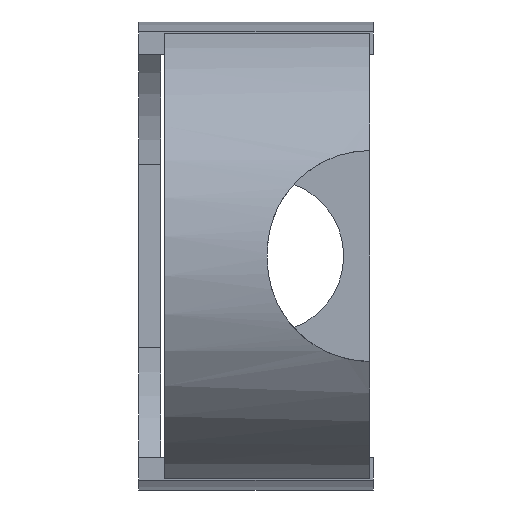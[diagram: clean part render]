
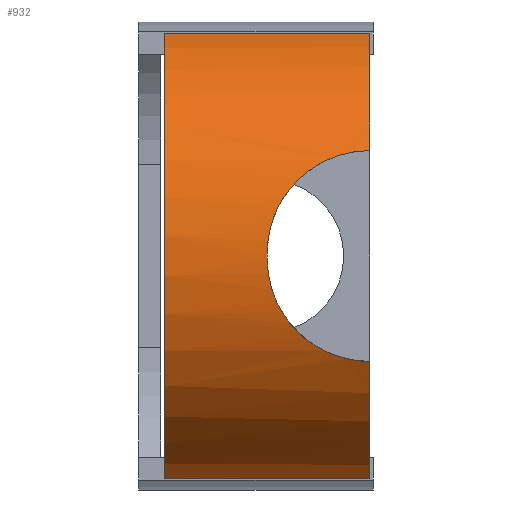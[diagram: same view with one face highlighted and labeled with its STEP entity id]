
A CAD part, front view. The second image highlights one B-rep face of the part: STEP entity #932.
In plain terms, the highlighted cylindrical face has radius 12.55 mm (diameter 25.1 mm), a partial arc.
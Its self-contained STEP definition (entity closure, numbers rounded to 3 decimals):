
#31=CIRCLE('',#991,12.55);
#36=CIRCLE('',#1001,12.55);
#45=CIRCLE('',#1010,12.55);
#50=CIRCLE('',#1027,12.55);
#119=FACE_OUTER_BOUND('',#171,.T.);
#171=EDGE_LOOP('',(#754,#755,#756,#757,#758,#759,#760,#761));
#230=LINE('',#1497,#325);
#255=LINE('',#1561,#350);
#325=VECTOR('',#1165,10.);
#350=VECTOR('',#1230,10.);
#392=B_SPLINE_CURVE_WITH_KNOTS('',3,(#1375,#1376,#1377,#1378,#1379,#1380,
#1381,#1382,#1383,#1384),.UNSPECIFIED.,.F.,.F.,(4,2,2,2,4),(-0.842,
-0.632,-0.421,-0.211,0.),
 .UNSPECIFIED.);
#394=B_SPLINE_CURVE_WITH_KNOTS('',3,(#1406,#1407,#1408,#1409,#1410,#1411,
#1412,#1413,#1414,#1415),.UNSPECIFIED.,.F.,.F.,(4,2,2,2,4),(0.,0.211,
0.421,0.632,0.842),.UNSPECIFIED.);
#397=VERTEX_POINT('',#1372);
#398=VERTEX_POINT('',#1374);
#400=VERTEX_POINT('',#1389);
#402=VERTEX_POINT('',#1404);
#411=VERTEX_POINT('',#1440);
#432=VERTEX_POINT('',#1482);
#436=VERTEX_POINT('',#1496);
#446=VERTEX_POINT('',#1534);
#486=EDGE_CURVE('',#397,#398,#392,.T.);
#490=EDGE_CURVE('',#397,#400,#31,.T.);
#493=EDGE_CURVE('',#402,#400,#394,.T.);
#506=EDGE_CURVE('',#398,#411,#36,.T.);
#528=EDGE_CURVE('',#432,#402,#45,.T.);
#534=EDGE_CURVE('',#436,#411,#230,.T.);
#553=EDGE_CURVE('',#446,#436,#50,.T.);
#567=EDGE_CURVE('',#446,#432,#255,.T.);
#754=ORIENTED_EDGE('',*,*,#528,.F.);
#755=ORIENTED_EDGE('',*,*,#567,.F.);
#756=ORIENTED_EDGE('',*,*,#553,.T.);
#757=ORIENTED_EDGE('',*,*,#534,.T.);
#758=ORIENTED_EDGE('',*,*,#506,.F.);
#759=ORIENTED_EDGE('',*,*,#486,.F.);
#760=ORIENTED_EDGE('',*,*,#490,.T.);
#761=ORIENTED_EDGE('',*,*,#493,.F.);
#901=CYLINDRICAL_SURFACE('',#1034,12.55);
#932=ADVANCED_FACE('',(#119),#901,.T.);
#991=AXIS2_PLACEMENT_3D('',#1391,#1091,#1092);
#1001=AXIS2_PLACEMENT_3D('',#1441,#1120,#1121);
#1010=AXIS2_PLACEMENT_3D('',#1484,#1151,#1152);
#1027=AXIS2_PLACEMENT_3D('',#1535,#1205,#1206);
#1034=AXIS2_PLACEMENT_3D('',#1560,#1228,#1229);
#1091=DIRECTION('center_axis',(-1.,0.,0.));
#1092=DIRECTION('ref_axis',(0.,0.,-1.));
#1120=DIRECTION('center_axis',(1.,0.,0.));
#1121=DIRECTION('ref_axis',(0.,0.,-1.));
#1151=DIRECTION('center_axis',(1.,0.,0.));
#1152=DIRECTION('ref_axis',(0.,0.,-1.));
#1165=DIRECTION('',(1.,0.,0.));
#1205=DIRECTION('center_axis',(1.,0.,0.));
#1206=DIRECTION('ref_axis',(0.,0.,1.));
#1228=DIRECTION('center_axis',(1.,0.,0.));
#1229=DIRECTION('ref_axis',(0.,0.,-1.));
#1230=DIRECTION('',(1.,0.,0.));
#1372=CARTESIAN_POINT('',(0.,-12.549,-0.153));
#1374=CARTESIAN_POINT('',(5.5,-11.205,-5.653));
#1375=CARTESIAN_POINT('Ctrl Pts',(0.,-12.549,
-0.153));
#1376=CARTESIAN_POINT('Ctrl Pts',(0.,-12.541,
-0.855));
#1377=CARTESIAN_POINT('Ctrl Pts',(0.142,-12.467,-1.597));
#1378=CARTESIAN_POINT('Ctrl Pts',(0.708,-12.218,-2.95));
#1379=CARTESIAN_POINT('Ctrl Pts',(1.13,-12.045,-3.562));
#1380=CARTESIAN_POINT('Ctrl Pts',(2.096,-11.716,-4.526));
#1381=CARTESIAN_POINT('Ctrl Pts',(2.707,-11.538,-4.947));
#1382=CARTESIAN_POINT('Ctrl Pts',(4.058,-11.28,-5.511));
#1383=CARTESIAN_POINT('Ctrl Pts',(4.798,-11.205,-5.653));
#1384=CARTESIAN_POINT('Ctrl Pts',(5.5,-11.205,-5.653));
#1389=CARTESIAN_POINT('',(0.,-12.549,0.153));
#1391=CARTESIAN_POINT('Origin',(0.,0.,0.));
#1404=CARTESIAN_POINT('',(5.5,-11.205,5.653));
#1406=CARTESIAN_POINT('Ctrl Pts',(5.5,-11.205,5.653));
#1407=CARTESIAN_POINT('Ctrl Pts',(4.798,-11.205,5.653));
#1408=CARTESIAN_POINT('Ctrl Pts',(4.058,-11.28,5.511));
#1409=CARTESIAN_POINT('Ctrl Pts',(2.707,-11.538,4.947));
#1410=CARTESIAN_POINT('Ctrl Pts',(2.096,-11.716,4.526));
#1411=CARTESIAN_POINT('Ctrl Pts',(1.13,-12.045,3.562));
#1412=CARTESIAN_POINT('Ctrl Pts',(0.708,-12.218,2.95));
#1413=CARTESIAN_POINT('Ctrl Pts',(0.142,-12.467,1.597));
#1414=CARTESIAN_POINT('Ctrl Pts',(0.,-12.541,
0.855));
#1415=CARTESIAN_POINT('Ctrl Pts',(0.,-12.549,
0.153));
#1440=CARTESIAN_POINT('',(5.5,-3.825,-11.953));
#1441=CARTESIAN_POINT('Origin',(5.5,0.,0.));
#1482=CARTESIAN_POINT('',(5.5,-3.825,11.953));
#1484=CARTESIAN_POINT('Origin',(5.5,0.,0.));
#1496=CARTESIAN_POINT('',(-5.5,-3.825,-11.953));
#1497=CARTESIAN_POINT('',(0.,-3.825,-11.953));
#1534=CARTESIAN_POINT('',(-5.5,-3.825,11.953));
#1535=CARTESIAN_POINT('Origin',(-5.5,0.,0.));
#1560=CARTESIAN_POINT('Origin',(0.,0.,0.));
#1561=CARTESIAN_POINT('',(0.,-3.825,11.953));
